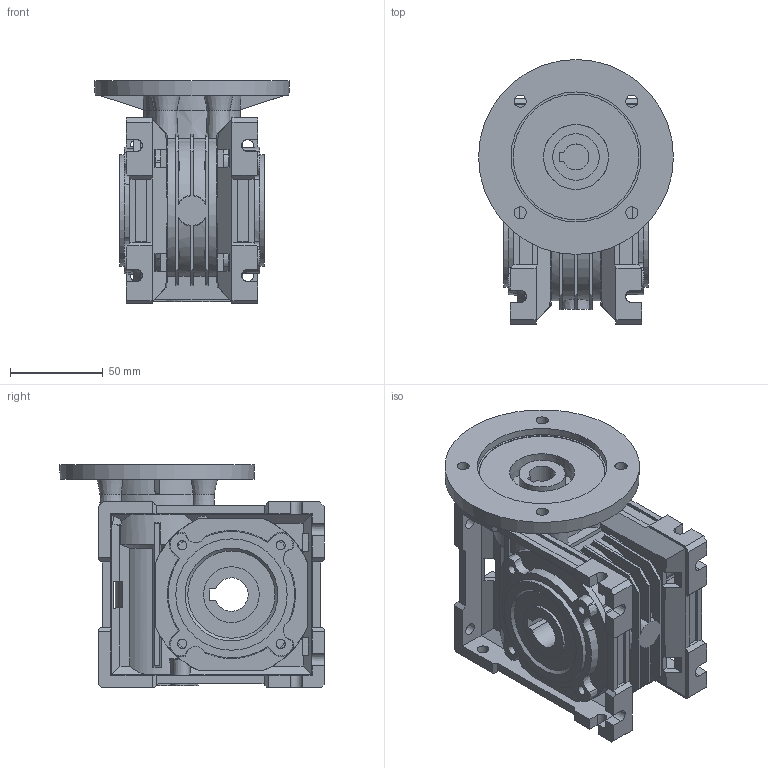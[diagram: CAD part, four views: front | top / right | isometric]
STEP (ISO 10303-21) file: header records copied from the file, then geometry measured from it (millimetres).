
FILE_DESCRIPTION( ( 'Unknown' ), '1' );
FILE_NAME( '8DBE703D599981DAF72C06A805F4CE0.3d.stp', 'Unknown', ( 'Unknown' ), ( 'Unknown' ), 'PSStep 10.1', 'Unknown', ' ' );
FILE_SCHEMA( ( 'AUTOMOTIVE_DESIGN { 1 0 10303 214 1 1 1 1 }' ) );
Length unit declared in the file: millimetre
Products named in the file (1): beb4e6b2-7b78-4435-98f1-c61bb5f39779
Bounding box: 104.95 x 142.47 x 120 mm (x, y, z)
Volume: 613777 mm3; surface area: 131166.7 mm2
Topology: 1 solids, 5 shells, 665 faces, 1882 edges, 1236 vertices
Faces by surface type: plane 481, cone 147, cylinder 21, bspline 16
Full cylindrical faces by diameter (mm): 25 x2, 30 x2, 42 x1, 60 x2, 70 x1
Entity records: 28287 total; most frequent: CARTESIAN_POINT 6209, ORIENTED_EDGE 3620, DIRECTION 3267, EDGE_CURVE 1810, VERTEX_POINT 1207, LINE 1101, VECTOR 1101, AXIS2_PLACEMENT_3D 1083
